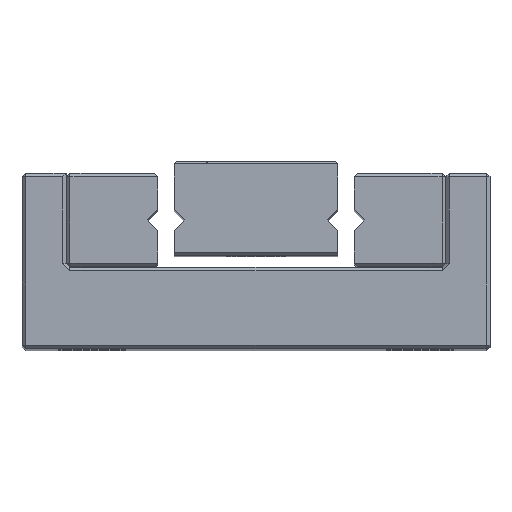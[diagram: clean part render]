
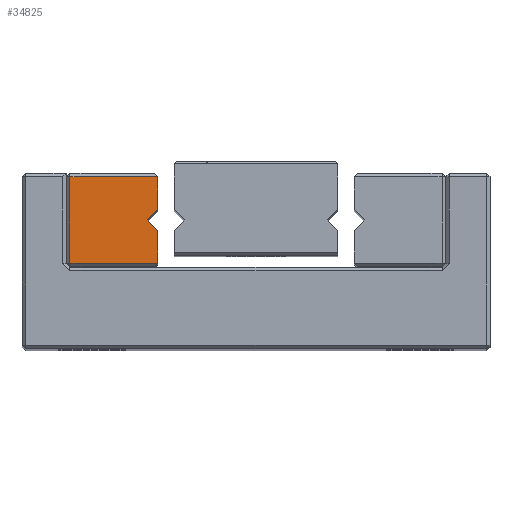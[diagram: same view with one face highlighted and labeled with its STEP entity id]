
A CAD part, top view. The second image highlights one B-rep face of the part: STEP entity #34825.
In plain terms, the highlighted planar face has unit normal (0, 0, 1).
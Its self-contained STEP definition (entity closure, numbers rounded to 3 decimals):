
#34425 = PLANE('',#34426);
#34426 = AXIS2_PLACEMENT_3D('',#34427,#34428,#34429);
#34427 = CARTESIAN_POINT('',(-4.2,7.5,0.));
#34428 = DIRECTION('',(1.,0.,0.));
#34429 = DIRECTION('',(0.,-1.,0.));
#34450 = VERTEX_POINT('',#34451);
#34451 = CARTESIAN_POINT('',(-4.2,7.35,45.));
#34477 = EDGE_CURVE('',#34450,#34478,#34480,.T.);
#34478 = VERTEX_POINT('',#34479);
#34479 = CARTESIAN_POINT('',(-4.2,5.95,45.));
#34480 = SURFACE_CURVE('',#34481,(#34485,#34492),.PCURVE_S1.);
#34481 = LINE('',#34482,#34483);
#34482 = CARTESIAN_POINT('',(-4.2,7.5,45.));
#34483 = VECTOR('',#34484,1.);
#34484 = DIRECTION('',(0.,-1.,0.));
#34485 = PCURVE('',#34425,#34486);
#34486 = DEFINITIONAL_REPRESENTATION('',(#34487),#34491);
#34487 = LINE('',#34488,#34489);
#34488 = CARTESIAN_POINT('',(0.,-45.));
#34489 = VECTOR('',#34490,1.);
#34490 = DIRECTION('',(1.,0.));
#34491 = ( GEOMETRIC_REPRESENTATION_CONTEXT(2) 
PARAMETRIC_REPRESENTATION_CONTEXT() REPRESENTATION_CONTEXT('2D SPACE',''
  ) );
#34492 = PCURVE('',#34493,#34498);
#34493 = PLANE('',#34494);
#34494 = AXIS2_PLACEMENT_3D('',#34495,#34496,#34497);
#34495 = CARTESIAN_POINT('',(-4.2,7.5,45.));
#34496 = DIRECTION('',(0.,0.,1.));
#34497 = DIRECTION('',(1.,0.,0.));
#34498 = DEFINITIONAL_REPRESENTATION('',(#34499),#34503);
#34499 = LINE('',#34500,#34501);
#34500 = CARTESIAN_POINT('',(0.,0.));
#34501 = VECTOR('',#34502,1.);
#34502 = DIRECTION('',(0.,-1.));
#34503 = ( GEOMETRIC_REPRESENTATION_CONTEXT(2) 
PARAMETRIC_REPRESENTATION_CONTEXT() REPRESENTATION_CONTEXT('2D SPACE',''
  ) );
#34519 = PLANE('',#34520);
#34520 = AXIS2_PLACEMENT_3D('',#34521,#34522,#34523);
#34521 = CARTESIAN_POINT('',(-4.2,5.95,0.));
#34522 = DIRECTION('',(0.707,-0.707,0.));
#34523 = DIRECTION('',(-0.707,-0.707,0.));
#34635 = PLANE('',#34636);
#34636 = AXIS2_PLACEMENT_3D('',#34637,#34638,#34639);
#34637 = CARTESIAN_POINT('',(-4.2,5.05,0.));
#34638 = DIRECTION('',(1.,0.,0.));
#34639 = DIRECTION('',(0.,-1.,0.));
#34663 = PLANE('',#34664);
#34664 = AXIS2_PLACEMENT_3D('',#34665,#34666,#34667);
#34665 = CARTESIAN_POINT('',(-4.65,5.5,0.));
#34666 = DIRECTION('',(0.707,0.707,0.));
#34667 = DIRECTION('',(0.707,-0.707,0.));
#34739 = PLANE('',#34740);
#34740 = AXIS2_PLACEMENT_3D('',#34741,#34742,#34743);
#34741 = CARTESIAN_POINT('',(-8.1,7.425,44.925));
#34742 = DIRECTION('',(0.,0.707,0.707));
#34743 = DIRECTION('',(-1.,0.,0.));
#34781 = EDGE_CURVE('',#34478,#34782,#34784,.T.);
#34782 = VERTEX_POINT('',#34783);
#34783 = CARTESIAN_POINT('',(-4.65,5.5,45.));
#34784 = SURFACE_CURVE('',#34785,(#34789,#34796),.PCURVE_S1.);
#34785 = LINE('',#34786,#34787);
#34786 = CARTESIAN_POINT('',(-4.2,5.95,45.));
#34787 = VECTOR('',#34788,1.);
#34788 = DIRECTION('',(-0.707,-0.707,0.));
#34789 = PCURVE('',#34519,#34790);
#34790 = DEFINITIONAL_REPRESENTATION('',(#34791),#34795);
#34791 = LINE('',#34792,#34793);
#34792 = CARTESIAN_POINT('',(0.,-45.));
#34793 = VECTOR('',#34794,1.);
#34794 = DIRECTION('',(1.,0.));
#34795 = ( GEOMETRIC_REPRESENTATION_CONTEXT(2) 
PARAMETRIC_REPRESENTATION_CONTEXT() REPRESENTATION_CONTEXT('2D SPACE',''
  ) );
#34796 = PCURVE('',#34493,#34797);
#34797 = DEFINITIONAL_REPRESENTATION('',(#34798),#34802);
#34798 = LINE('',#34799,#34800);
#34799 = CARTESIAN_POINT('',(0.,-1.55));
#34800 = VECTOR('',#34801,1.);
#34801 = DIRECTION('',(-0.707,-0.707));
#34802 = ( GEOMETRIC_REPRESENTATION_CONTEXT(2) 
PARAMETRIC_REPRESENTATION_CONTEXT() REPRESENTATION_CONTEXT('2D SPACE',''
  ) );
#34825 = ADVANCED_FACE('',(#34826),#34493,.T.);
#34826 = FACE_BOUND('',#34827,.T.);
#34827 = EDGE_LOOP('',(#34828,#34829,#34852,#34880,#34908,#34931,#34952)
  );
#34828 = ORIENTED_EDGE('',*,*,#34477,.F.);
#34829 = ORIENTED_EDGE('',*,*,#34830,.F.);
#34830 = EDGE_CURVE('',#34831,#34450,#34833,.T.);
#34831 = VERTEX_POINT('',#34832);
#34832 = CARTESIAN_POINT('',(-7.95,7.35,45.));
#34833 = SURFACE_CURVE('',#34834,(#34838,#34845),.PCURVE_S1.);
#34834 = LINE('',#34835,#34836);
#34835 = CARTESIAN_POINT('',(-8.1,7.35,45.));
#34836 = VECTOR('',#34837,1.);
#34837 = DIRECTION('',(1.,0.,0.));
#34838 = PCURVE('',#34493,#34839);
#34839 = DEFINITIONAL_REPRESENTATION('',(#34840),#34844);
#34840 = LINE('',#34841,#34842);
#34841 = CARTESIAN_POINT('',(-3.9,-0.15));
#34842 = VECTOR('',#34843,1.);
#34843 = DIRECTION('',(1.,0.));
#34844 = ( GEOMETRIC_REPRESENTATION_CONTEXT(2) 
PARAMETRIC_REPRESENTATION_CONTEXT() REPRESENTATION_CONTEXT('2D SPACE',''
  ) );
#34845 = PCURVE('',#34739,#34846);
#34846 = DEFINITIONAL_REPRESENTATION('',(#34847),#34851);
#34847 = LINE('',#34848,#34849);
#34848 = CARTESIAN_POINT('',(0.,0.106));
#34849 = VECTOR('',#34850,1.);
#34850 = DIRECTION('',(-1.,0.));
#34851 = ( GEOMETRIC_REPRESENTATION_CONTEXT(2) 
PARAMETRIC_REPRESENTATION_CONTEXT() REPRESENTATION_CONTEXT('2D SPACE',''
  ) );
#34852 = ORIENTED_EDGE('',*,*,#34853,.F.);
#34853 = EDGE_CURVE('',#34854,#34831,#34856,.T.);
#34854 = VERTEX_POINT('',#34855);
#34855 = CARTESIAN_POINT('',(-7.95,3.65,45.));
#34856 = SURFACE_CURVE('',#34857,(#34861,#34868),.PCURVE_S1.);
#34857 = LINE('',#34858,#34859);
#34858 = CARTESIAN_POINT('',(-7.95,3.5,45.));
#34859 = VECTOR('',#34860,1.);
#34860 = DIRECTION('',(0.,1.,0.));
#34861 = PCURVE('',#34493,#34862);
#34862 = DEFINITIONAL_REPRESENTATION('',(#34863),#34867);
#34863 = LINE('',#34864,#34865);
#34864 = CARTESIAN_POINT('',(-3.75,-4.));
#34865 = VECTOR('',#34866,1.);
#34866 = DIRECTION('',(0.,1.));
#34867 = ( GEOMETRIC_REPRESENTATION_CONTEXT(2) 
PARAMETRIC_REPRESENTATION_CONTEXT() REPRESENTATION_CONTEXT('2D SPACE',''
  ) );
#34868 = PCURVE('',#34869,#34874);
#34869 = PLANE('',#34870);
#34870 = AXIS2_PLACEMENT_3D('',#34871,#34872,#34873);
#34871 = CARTESIAN_POINT('',(-8.025,3.5,44.925));
#34872 = DIRECTION('',(-0.707,0.,0.707));
#34873 = DIRECTION('',(0.,-1.,0.));
#34874 = DEFINITIONAL_REPRESENTATION('',(#34875),#34879);
#34875 = LINE('',#34876,#34877);
#34876 = CARTESIAN_POINT('',(0.,0.106));
#34877 = VECTOR('',#34878,1.);
#34878 = DIRECTION('',(-1.,0.));
#34879 = ( GEOMETRIC_REPRESENTATION_CONTEXT(2) 
PARAMETRIC_REPRESENTATION_CONTEXT() REPRESENTATION_CONTEXT('2D SPACE',''
  ) );
#34880 = ORIENTED_EDGE('',*,*,#34881,.F.);
#34881 = EDGE_CURVE('',#34882,#34854,#34884,.T.);
#34882 = VERTEX_POINT('',#34883);
#34883 = CARTESIAN_POINT('',(-4.2,3.65,45.));
#34884 = SURFACE_CURVE('',#34885,(#34889,#34896),.PCURVE_S1.);
#34885 = LINE('',#34886,#34887);
#34886 = CARTESIAN_POINT('',(-4.2,3.65,45.));
#34887 = VECTOR('',#34888,1.);
#34888 = DIRECTION('',(-1.,0.,0.));
#34889 = PCURVE('',#34493,#34890);
#34890 = DEFINITIONAL_REPRESENTATION('',(#34891),#34895);
#34891 = LINE('',#34892,#34893);
#34892 = CARTESIAN_POINT('',(0.,-3.85));
#34893 = VECTOR('',#34894,1.);
#34894 = DIRECTION('',(-1.,0.));
#34895 = ( GEOMETRIC_REPRESENTATION_CONTEXT(2) 
PARAMETRIC_REPRESENTATION_CONTEXT() REPRESENTATION_CONTEXT('2D SPACE',''
  ) );
#34896 = PCURVE('',#34897,#34902);
#34897 = PLANE('',#34898);
#34898 = AXIS2_PLACEMENT_3D('',#34899,#34900,#34901);
#34899 = CARTESIAN_POINT('',(-4.2,3.575,44.925));
#34900 = DIRECTION('',(0.,-0.707,0.707));
#34901 = DIRECTION('',(1.,0.,0.));
#34902 = DEFINITIONAL_REPRESENTATION('',(#34903),#34907);
#34903 = LINE('',#34904,#34905);
#34904 = CARTESIAN_POINT('',(0.,0.106));
#34905 = VECTOR('',#34906,1.);
#34906 = DIRECTION('',(-1.,0.));
#34907 = ( GEOMETRIC_REPRESENTATION_CONTEXT(2) 
PARAMETRIC_REPRESENTATION_CONTEXT() REPRESENTATION_CONTEXT('2D SPACE',''
  ) );
#34908 = ORIENTED_EDGE('',*,*,#34909,.F.);
#34909 = EDGE_CURVE('',#34910,#34882,#34912,.T.);
#34910 = VERTEX_POINT('',#34911);
#34911 = CARTESIAN_POINT('',(-4.2,5.05,45.));
#34912 = SURFACE_CURVE('',#34913,(#34917,#34924),.PCURVE_S1.);
#34913 = LINE('',#34914,#34915);
#34914 = CARTESIAN_POINT('',(-4.2,5.05,45.));
#34915 = VECTOR('',#34916,1.);
#34916 = DIRECTION('',(0.,-1.,0.));
#34917 = PCURVE('',#34493,#34918);
#34918 = DEFINITIONAL_REPRESENTATION('',(#34919),#34923);
#34919 = LINE('',#34920,#34921);
#34920 = CARTESIAN_POINT('',(0.,-2.45));
#34921 = VECTOR('',#34922,1.);
#34922 = DIRECTION('',(0.,-1.));
#34923 = ( GEOMETRIC_REPRESENTATION_CONTEXT(2) 
PARAMETRIC_REPRESENTATION_CONTEXT() REPRESENTATION_CONTEXT('2D SPACE',''
  ) );
#34924 = PCURVE('',#34635,#34925);
#34925 = DEFINITIONAL_REPRESENTATION('',(#34926),#34930);
#34926 = LINE('',#34927,#34928);
#34927 = CARTESIAN_POINT('',(0.,-45.));
#34928 = VECTOR('',#34929,1.);
#34929 = DIRECTION('',(1.,0.));
#34930 = ( GEOMETRIC_REPRESENTATION_CONTEXT(2) 
PARAMETRIC_REPRESENTATION_CONTEXT() REPRESENTATION_CONTEXT('2D SPACE',''
  ) );
#34931 = ORIENTED_EDGE('',*,*,#34932,.F.);
#34932 = EDGE_CURVE('',#34782,#34910,#34933,.T.);
#34933 = SURFACE_CURVE('',#34934,(#34938,#34945),.PCURVE_S1.);
#34934 = LINE('',#34935,#34936);
#34935 = CARTESIAN_POINT('',(-4.65,5.5,45.));
#34936 = VECTOR('',#34937,1.);
#34937 = DIRECTION('',(0.707,-0.707,0.));
#34938 = PCURVE('',#34493,#34939);
#34939 = DEFINITIONAL_REPRESENTATION('',(#34940),#34944);
#34940 = LINE('',#34941,#34942);
#34941 = CARTESIAN_POINT('',(-0.45,-2.));
#34942 = VECTOR('',#34943,1.);
#34943 = DIRECTION('',(0.707,-0.707));
#34944 = ( GEOMETRIC_REPRESENTATION_CONTEXT(2) 
PARAMETRIC_REPRESENTATION_CONTEXT() REPRESENTATION_CONTEXT('2D SPACE',''
  ) );
#34945 = PCURVE('',#34663,#34946);
#34946 = DEFINITIONAL_REPRESENTATION('',(#34947),#34951);
#34947 = LINE('',#34948,#34949);
#34948 = CARTESIAN_POINT('',(0.,-45.));
#34949 = VECTOR('',#34950,1.);
#34950 = DIRECTION('',(1.,0.));
#34951 = ( GEOMETRIC_REPRESENTATION_CONTEXT(2) 
PARAMETRIC_REPRESENTATION_CONTEXT() REPRESENTATION_CONTEXT('2D SPACE',''
  ) );
#34952 = ORIENTED_EDGE('',*,*,#34781,.F.);
